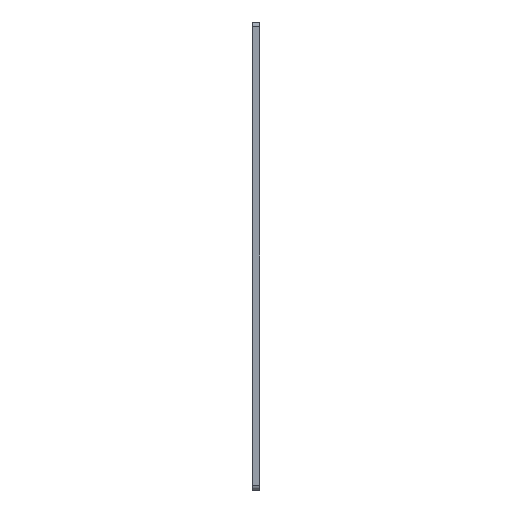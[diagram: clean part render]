
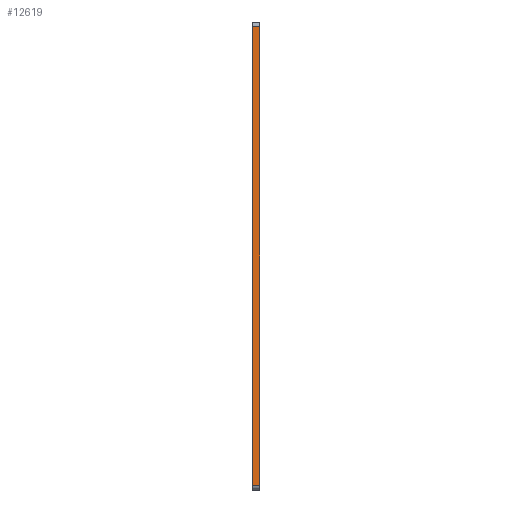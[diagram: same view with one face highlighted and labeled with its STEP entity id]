
A CAD part, left-side view. The second image highlights one B-rep face of the part: STEP entity #12619.
In plain terms, the highlighted planar face has unit normal (-1, 0, 0).
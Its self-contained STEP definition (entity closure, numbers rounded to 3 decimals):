
#220=PLANE('',#13939);
#602=FACE_OUTER_BOUND('',#1392,.T.);
#1392=EDGE_LOOP('',(#10096,#10097,#10098,#10099));
#1912=LINE('',#18356,#3176);
#2223=LINE('',#19638,#3487);
#2664=LINE('',#21165,#3928);
#2665=LINE('',#21166,#3929);
#3176=VECTOR('',#14475,10.);
#3487=VECTOR('',#15450,10.);
#3928=VECTOR('',#16795,10.);
#3929=VECTOR('',#16796,10.);
#5107=VERTEX_POINT('',#18353);
#5108=VERTEX_POINT('',#18355);
#5746=VERTEX_POINT('',#19635);
#5747=VERTEX_POINT('',#19637);
#6391=EDGE_CURVE('',#5108,#5107,#1912,.T.);
#7032=EDGE_CURVE('',#5747,#5746,#2223,.T.);
#7800=EDGE_CURVE('',#5108,#5746,#2664,.T.);
#7801=EDGE_CURVE('',#5747,#5107,#2665,.T.);
#10096=ORIENTED_EDGE('',*,*,#7032,.T.);
#10097=ORIENTED_EDGE('',*,*,#7800,.F.);
#10098=ORIENTED_EDGE('',*,*,#6391,.T.);
#10099=ORIENTED_EDGE('',*,*,#7801,.F.);
#12619=ADVANCED_FACE('',(#602),#220,.T.);
#13939=AXIS2_PLACEMENT_3D('',#21164,#16793,#16794);
#14475=DIRECTION('',(0.,0.,-1.));
#15450=DIRECTION('',(0.,0.,1.));
#16793=DIRECTION('center_axis',(-1.,0.,0.));
#16794=DIRECTION('ref_axis',(0.,0.,1.));
#16795=DIRECTION('',(0.,-1.,0.));
#16796=DIRECTION('',(0.,1.,0.));
#18353=CARTESIAN_POINT('',(0.188,0.,1.163));
#18355=CARTESIAN_POINT('',(0.188,0.,94.09));
#18356=CARTESIAN_POINT('',(0.188,0.,53.476));
#19635=CARTESIAN_POINT('',(0.188,-1.5,94.09));
#19637=CARTESIAN_POINT('',(0.188,-1.5,1.163));
#19638=CARTESIAN_POINT('',(0.188,-1.5,23.894));
#21164=CARTESIAN_POINT('Origin',(0.188,-1.8,59.326));
#21165=CARTESIAN_POINT('',(0.188,-1.8,94.09));
#21166=CARTESIAN_POINT('',(0.188,-1.8,1.163));
